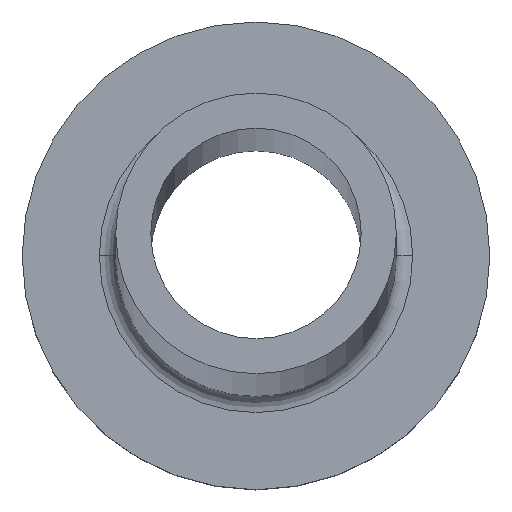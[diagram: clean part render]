
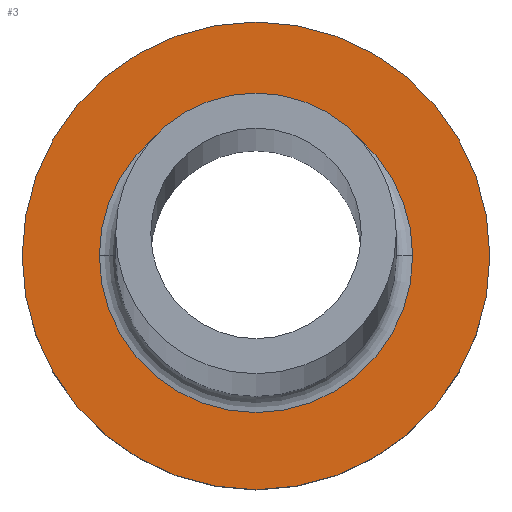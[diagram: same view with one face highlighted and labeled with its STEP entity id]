
A CAD part, top view. The second image highlights one B-rep face of the part: STEP entity #3.
In plain terms, the highlighted planar face has unit normal (0, 0, 1).
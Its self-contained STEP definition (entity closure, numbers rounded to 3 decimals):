
#3 = ADVANCED_FACE ( 'NONE', ( #302, #117 ), #365, .T. ) ;
#6 = VERTEX_POINT ( 'NONE', #243 ) ;
#10 = EDGE_LOOP ( 'NONE', ( #39, #119 ) ) ;
#19 = CIRCLE ( 'NONE', #162, 6.7 ) ;
#21 = CARTESIAN_POINT ( 'NONE',  ( 0., 0., 7. ) ) ;
#34 = CARTESIAN_POINT ( 'NONE',  ( 0., 0., 7. ) ) ;
#39 = ORIENTED_EDGE ( 'NONE', *, *, #262, .T. ) ;
#66 = VERTEX_POINT ( 'NONE', #254 ) ;
#103 = CIRCLE ( 'NONE', #133, 10. ) ;
#107 = AXIS2_PLACEMENT_3D ( 'NONE', #239, #357, #375 ) ;
#112 = CIRCLE ( 'NONE', #170, 10. ) ;
#117 = FACE_OUTER_BOUND ( 'NONE', #214, .T. ) ;
#119 = ORIENTED_EDGE ( 'NONE', *, *, #348, .T. ) ;
#133 = AXIS2_PLACEMENT_3D ( 'NONE', #301, #274, #335 ) ;
#140 = DIRECTION ( 'NONE',  ( 0., 0., 1. ) ) ;
#154 = EDGE_CURVE ( 'NONE', #218, #157, #112, .T. ) ;
#157 = VERTEX_POINT ( 'NONE', #324 ) ;
#162 = AXIS2_PLACEMENT_3D ( 'NONE', #34, #359, #361 ) ;
#170 = AXIS2_PLACEMENT_3D ( 'NONE', #21, #140, #266 ) ;
#179 = ORIENTED_EDGE ( 'NONE', *, *, #154, .T. ) ;
#186 = CARTESIAN_POINT ( 'NONE',  ( 0., 0., 7. ) ) ;
#214 = EDGE_LOOP ( 'NONE', ( #242, #179 ) ) ;
#218 = VERTEX_POINT ( 'NONE', #354 ) ;
#232 = CIRCLE ( 'NONE', #107, 6.7 ) ;
#239 = CARTESIAN_POINT ( 'NONE',  ( 0., 0., 7. ) ) ;
#242 = ORIENTED_EDGE ( 'NONE', *, *, #330, .T. ) ;
#243 = CARTESIAN_POINT ( 'NONE',  ( 6.7, 0., 7. ) ) ;
#254 = CARTESIAN_POINT ( 'NONE',  ( -6.7, 0., 7. ) ) ;
#262 = EDGE_CURVE ( 'NONE', #6, #66, #232, .T. ) ;
#266 = DIRECTION ( 'NONE',  ( 1., 0., 0. ) ) ;
#271 = DIRECTION ( 'NONE',  ( 1., 0., 0. ) ) ;
#274 = DIRECTION ( 'NONE',  ( 0., 0., 1. ) ) ;
#301 = CARTESIAN_POINT ( 'NONE',  ( 0., 0., 7. ) ) ;
#302 = FACE_BOUND ( 'NONE', #10, .T. ) ;
#309 = DIRECTION ( 'NONE',  ( 0., 0., 1. ) ) ;
#313 = AXIS2_PLACEMENT_3D ( 'NONE', #186, #309, #271 ) ;
#324 = CARTESIAN_POINT ( 'NONE',  ( -10., 0., 7. ) ) ;
#330 = EDGE_CURVE ( 'NONE', #157, #218, #103, .T. ) ;
#335 = DIRECTION ( 'NONE',  ( 1., 0., 0. ) ) ;
#348 = EDGE_CURVE ( 'NONE', #66, #6, #19, .T. ) ;
#354 = CARTESIAN_POINT ( 'NONE',  ( 10., 0., 7. ) ) ;
#357 = DIRECTION ( 'NONE',  ( 0., 0., -1. ) ) ;
#359 = DIRECTION ( 'NONE',  ( 0., 0., -1. ) ) ;
#361 = DIRECTION ( 'NONE',  ( 1., 0., 0. ) ) ;
#365 = PLANE ( 'NONE',  #313 ) ;
#375 = DIRECTION ( 'NONE',  ( 1., 0., 0. ) ) ;
